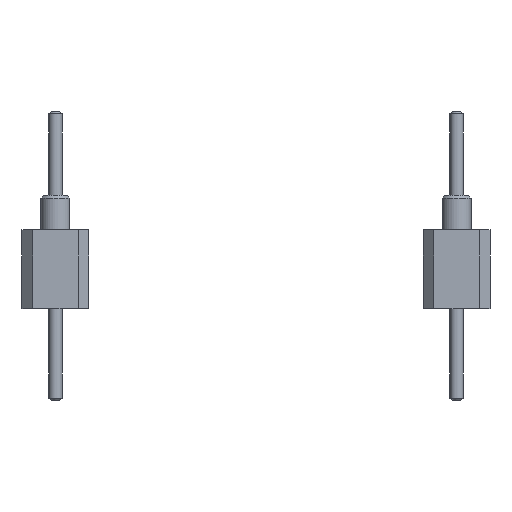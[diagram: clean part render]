
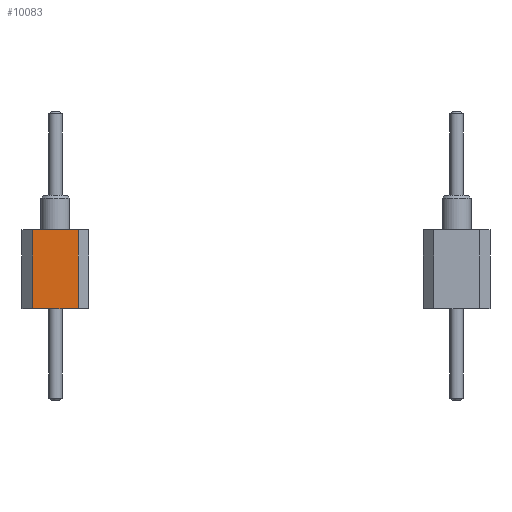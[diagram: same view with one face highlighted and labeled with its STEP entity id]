
A CAD part, front view. The second image highlights one B-rep face of the part: STEP entity #10083.
In plain terms, the highlighted planar face has unit normal (0, -1, 0).
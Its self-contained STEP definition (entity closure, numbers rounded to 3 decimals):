
#981=FACE_OUTER_BOUND('',#1625,.T.);
#1625=EDGE_LOOP('',(#7177,#7178,#7179,#7180));
#2153=LINE('',#14531,#3125);
#2489=LINE('',#15524,#3461);
#2490=LINE('',#15527,#3462);
#2491=LINE('',#15528,#3463);
#3125=VECTOR('',#11566,10.);
#3461=VECTOR('',#12632,10.);
#3462=VECTOR('',#12635,10.);
#3463=VECTOR('',#12636,10.);
#4095=VERTEX_POINT('',#14528);
#4096=VERTEX_POINT('',#14530);
#4388=VERTEX_POINT('',#15522);
#4389=VERTEX_POINT('',#15526);
#4954=EDGE_CURVE('',#4096,#4095,#2153,.T.);
#5429=EDGE_CURVE('',#4388,#4095,#2489,.T.);
#5430=EDGE_CURVE('',#4389,#4388,#2490,.T.);
#5431=EDGE_CURVE('',#4096,#4389,#2491,.T.);
#7177=ORIENTED_EDGE('',*,*,#5429,.F.);
#7178=ORIENTED_EDGE('',*,*,#5430,.F.);
#7179=ORIENTED_EDGE('',*,*,#5431,.F.);
#7180=ORIENTED_EDGE('',*,*,#4954,.T.);
#9009=PLANE('',#10855);
#10083=ADVANCED_FACE('',(#981),#9009,.T.);
#10855=AXIS2_PLACEMENT_3D('',#15525,#12633,#12634);
#11566=DIRECTION('',(1.,0.,0.));
#12632=DIRECTION('',(0.,0.,-1.));
#12633=DIRECTION('center_axis',(0.,-1.,0.));
#12634=DIRECTION('ref_axis',(-1.,0.,0.));
#12635=DIRECTION('',(1.,0.,0.));
#12636=DIRECTION('',(0.,0.,1.));
#14528=CARTESIAN_POINT('',(0.87,-49.53,-0.1));
#14530=CARTESIAN_POINT('',(-0.87,-49.53,-0.1));
#14531=CARTESIAN_POINT('',(0.635,-49.53,-0.1));
#15522=CARTESIAN_POINT('',(0.87,-49.53,2.9));
#15524=CARTESIAN_POINT('',(0.87,-49.53,2.9));
#15525=CARTESIAN_POINT('Origin',(1.27,-49.53,2.9));
#15526=CARTESIAN_POINT('',(-0.87,-49.53,2.9));
#15527=CARTESIAN_POINT('',(-1.27,-49.53,2.9));
#15528=CARTESIAN_POINT('',(-0.87,-49.53,2.9));
